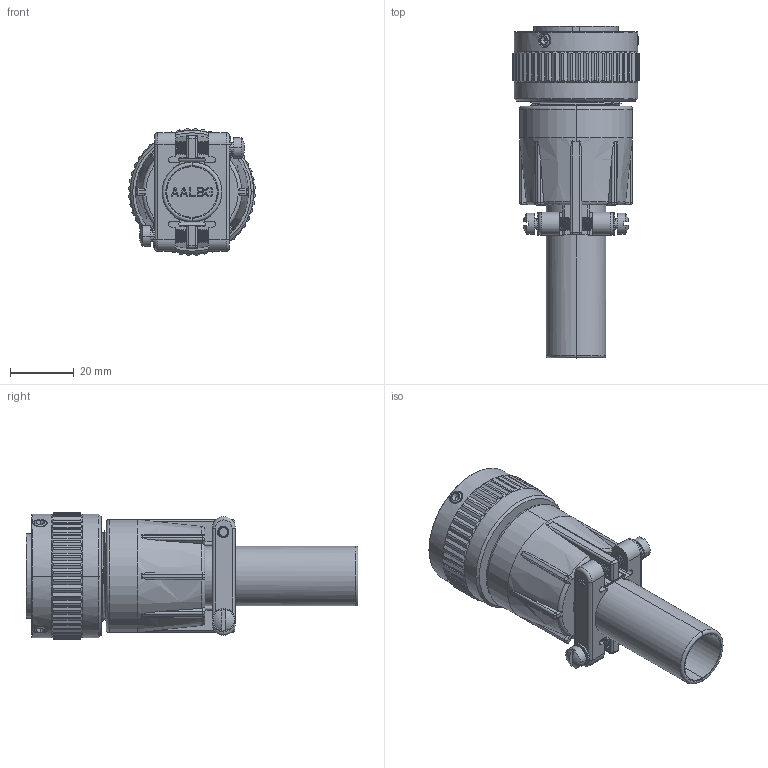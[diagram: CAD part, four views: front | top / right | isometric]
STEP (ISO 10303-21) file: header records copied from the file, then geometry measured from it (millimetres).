
FILE_DESCRIPTION((''),'2;1');
FILE_NAME('VG95234D-20_SW0001','2023-03-29T09:43:28',('paultorloting'),('NET AG system integration'),'CREO PARAMETRIC BY PTC INC, 2021404','CREO PARAMETRIC BY PTC INC, 2021404','');
FILE_SCHEMA(('AUTOMOTIVE_DESIGN { 1 0 10303 214 1 1 1 1 }'));
Products named in the file (1): VG95234D-20_SW0001
Bounding box: 39.77 x 104.34 x 39.77 mm (x, y, z)
Volume: 53782.2 mm3; surface area: 25181.7 mm2
Topology: 1 solids, 1 shells, 1106 faces, 2827 edges, 1755 vertices
Faces by surface type: plane 489, cylinder 318, cone 175, bspline 74, torus 34, sphere 16
Entity records: 78201 total; most frequent: CARTESIAN_POINT 47249, ORIENTED_EDGE 5642, DIRECTION 4515, EDGE_CURVE 2821, VERTEX_POINT 1755, AXIS2_PLACEMENT_3D 1559, VECTOR 1394, LINE 1394
